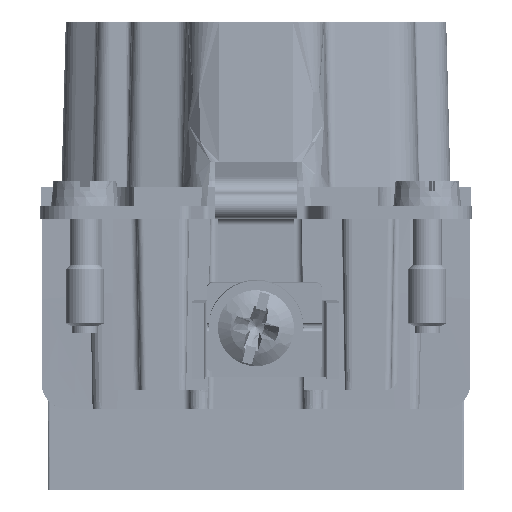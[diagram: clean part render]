
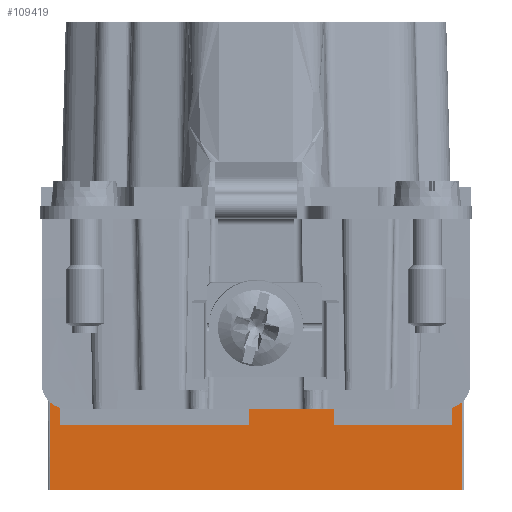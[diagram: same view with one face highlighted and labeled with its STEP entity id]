
A CAD part, front view. The second image highlights one B-rep face of the part: STEP entity #109419.
In plain terms, the highlighted planar face has unit normal (0, -1, 0).
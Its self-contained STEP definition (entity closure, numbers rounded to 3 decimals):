
#109334=AXIS2_PLACEMENT_3D('Plane Axis2P3D',#109331,#109332,#109333) ;
#108315=CARTESIAN_POINT('Vertex',(33.232,15.2,0.)) ;
#108318=CARTESIAN_POINT('Line Origine',(24.791,15.2,0.)) ;
#108322=CARTESIAN_POINT('Vertex',(16.35,15.2,0.)) ;
#108325=CARTESIAN_POINT('Line Origine',(8.559,15.2,0.)) ;
#108329=CARTESIAN_POINT('Vertex',(0.768,15.2,0.)) ;
#109316=CARTESIAN_POINT('Vertex',(33.232,15.2,16.6)) ;
#109319=CARTESIAN_POINT('Line Origine',(33.232,15.2,8.3)) ;
#109331=CARTESIAN_POINT('Axis2P3D Location',(19.7,15.2,17.4)) ;
#109336=CARTESIAN_POINT('Line Origine',(9.009,15.2,5.16)) ;
#109340=CARTESIAN_POINT('Vertex',(1.568,15.2,5.16)) ;
#109342=CARTESIAN_POINT('Vertex',(16.45,15.2,5.16)) ;
#109345=CARTESIAN_POINT('Line Origine',(1.568,15.2,10.88)) ;
#109349=CARTESIAN_POINT('Vertex',(1.568,15.2,16.6)) ;
#109352=CARTESIAN_POINT('Line Origine',(1.168,15.2,16.6)) ;
#109356=CARTESIAN_POINT('Vertex',(0.768,15.2,16.6)) ;
#109359=CARTESIAN_POINT('Line Origine',(0.768,15.2,8.3)) ;
#109364=CARTESIAN_POINT('Line Origine',(32.832,15.2,16.6)) ;
#109368=CARTESIAN_POINT('Vertex',(32.432,15.2,16.6)) ;
#109371=CARTESIAN_POINT('Line Origine',(32.432,15.2,10.88)) ;
#109375=CARTESIAN_POINT('Vertex',(32.432,15.2,5.16)) ;
#109378=CARTESIAN_POINT('Line Origine',(27.791,15.2,5.16)) ;
#109382=CARTESIAN_POINT('Vertex',(23.15,15.2,5.16)) ;
#109385=CARTESIAN_POINT('Line Origine',(23.15,15.2,6.23)) ;
#109389=CARTESIAN_POINT('Vertex',(23.15,15.2,7.3)) ;
#109392=CARTESIAN_POINT('Line Origine',(19.8,15.2,7.3)) ;
#109396=CARTESIAN_POINT('Vertex',(16.45,15.2,7.3)) ;
#109399=CARTESIAN_POINT('Line Origine',(16.45,15.2,6.23)) ;
#108319=DIRECTION('Vector Direction',(-1.,0.,0.)) ;
#108326=DIRECTION('Vector Direction',(1.,0.,0.)) ;
#109320=DIRECTION('Vector Direction',(0.,0.,-1.)) ;
#109332=DIRECTION('Axis2P3D Direction',(0.,-1.,0.)) ;
#109333=DIRECTION('Axis2P3D XDirection',(-1.,0.,0.)) ;
#109337=DIRECTION('Vector Direction',(1.,0.,0.)) ;
#109346=DIRECTION('Vector Direction',(0.,0.,1.)) ;
#109353=DIRECTION('Vector Direction',(1.,0.,0.)) ;
#109360=DIRECTION('Vector Direction',(0.,0.,-1.)) ;
#109365=DIRECTION('Vector Direction',(-1.,0.,0.)) ;
#109372=DIRECTION('Vector Direction',(0.,0.,1.)) ;
#109379=DIRECTION('Vector Direction',(1.,0.,0.)) ;
#109386=DIRECTION('Vector Direction',(0.,0.,1.)) ;
#109393=DIRECTION('Vector Direction',(-1.,0.,0.)) ;
#109400=DIRECTION('Vector Direction',(0.,0.,-1.)) ;
#108320=VECTOR('Line Direction',#108319,1.) ;
#108327=VECTOR('Line Direction',#108326,1.) ;
#109321=VECTOR('Line Direction',#109320,1.) ;
#109338=VECTOR('Line Direction',#109337,1.) ;
#109347=VECTOR('Line Direction',#109346,1.) ;
#109354=VECTOR('Line Direction',#109353,1.) ;
#109361=VECTOR('Line Direction',#109360,1.) ;
#109366=VECTOR('Line Direction',#109365,1.) ;
#109373=VECTOR('Line Direction',#109372,1.) ;
#109380=VECTOR('Line Direction',#109379,1.) ;
#109387=VECTOR('Line Direction',#109386,1.) ;
#109394=VECTOR('Line Direction',#109393,1.) ;
#109401=VECTOR('Line Direction',#109400,1.) ;
#109405=ORIENTED_EDGE('',*,*,#109344,.F.) ;
#109406=ORIENTED_EDGE('',*,*,#109351,.T.) ;
#109407=ORIENTED_EDGE('',*,*,#109358,.T.) ;
#109408=ORIENTED_EDGE('',*,*,#109363,.T.) ;
#109409=ORIENTED_EDGE('',*,*,#108331,.T.) ;
#109410=ORIENTED_EDGE('',*,*,#108324,.F.) ;
#109411=ORIENTED_EDGE('',*,*,#109323,.T.) ;
#109412=ORIENTED_EDGE('',*,*,#109370,.T.) ;
#109413=ORIENTED_EDGE('',*,*,#109377,.T.) ;
#109414=ORIENTED_EDGE('',*,*,#109384,.T.) ;
#109415=ORIENTED_EDGE('',*,*,#109391,.T.) ;
#109416=ORIENTED_EDGE('',*,*,#109398,.T.) ;
#109417=ORIENTED_EDGE('',*,*,#109403,.F.) ;
#109419=ADVANCED_FACE('Hauptk\X2\00F6\X0\rper',(#109418),#109335,.T.) ;
#108324=EDGE_CURVE('',#108316,#108323,#108321,.T.) ;
#108331=EDGE_CURVE('',#108330,#108323,#108328,.T.) ;
#109323=EDGE_CURVE('',#108316,#109317,#109322,.F.) ;
#109344=EDGE_CURVE('',#109341,#109343,#109339,.T.) ;
#109351=EDGE_CURVE('',#109341,#109350,#109348,.T.) ;
#109358=EDGE_CURVE('',#109350,#109357,#109355,.F.) ;
#109363=EDGE_CURVE('',#109357,#108330,#109362,.T.) ;
#109370=EDGE_CURVE('',#109317,#109369,#109367,.T.) ;
#109377=EDGE_CURVE('',#109369,#109376,#109374,.F.) ;
#109384=EDGE_CURVE('',#109376,#109383,#109381,.F.) ;
#109391=EDGE_CURVE('',#109383,#109390,#109388,.T.) ;
#109398=EDGE_CURVE('',#109390,#109397,#109395,.T.) ;
#109403=EDGE_CURVE('',#109343,#109397,#109402,.F.) ;
#109404=EDGE_LOOP('',(#109405,#109406,#109407,#109408,#109409,#109410,#109411,#109412,#109413,#109414,#109415,#109416,#109417)) ;
#109418=FACE_OUTER_BOUND('',#109404,.T.) ;
#108321=LINE('Line',#108318,#108320) ;
#108328=LINE('Line',#108325,#108327) ;
#109322=LINE('Line',#109319,#109321) ;
#109339=LINE('Line',#109336,#109338) ;
#109348=LINE('Line',#109345,#109347) ;
#109355=LINE('Line',#109352,#109354) ;
#109362=LINE('Line',#109359,#109361) ;
#109367=LINE('Line',#109364,#109366) ;
#109374=LINE('Line',#109371,#109373) ;
#109381=LINE('Line',#109378,#109380) ;
#109388=LINE('Line',#109385,#109387) ;
#109395=LINE('Line',#109392,#109394) ;
#109402=LINE('Line',#109399,#109401) ;
#109335=PLANE('',#109334) ;
#108316=VERTEX_POINT('',#108315) ;
#108323=VERTEX_POINT('',#108322) ;
#108330=VERTEX_POINT('',#108329) ;
#109317=VERTEX_POINT('',#109316) ;
#109341=VERTEX_POINT('',#109340) ;
#109343=VERTEX_POINT('',#109342) ;
#109350=VERTEX_POINT('',#109349) ;
#109357=VERTEX_POINT('',#109356) ;
#109369=VERTEX_POINT('',#109368) ;
#109376=VERTEX_POINT('',#109375) ;
#109383=VERTEX_POINT('',#109382) ;
#109390=VERTEX_POINT('',#109389) ;
#109397=VERTEX_POINT('',#109396) ;
